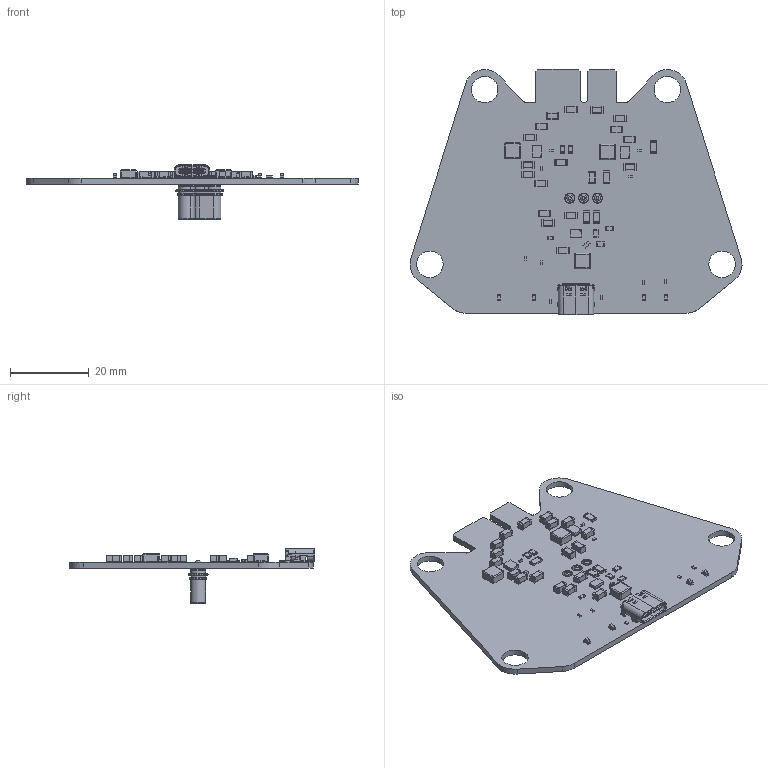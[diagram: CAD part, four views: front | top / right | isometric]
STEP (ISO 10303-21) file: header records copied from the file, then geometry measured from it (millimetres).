
FILE_DESCRIPTION(('KiCad electronic assembly'),'2;1');
FILE_NAME('board.step','2025-11-24T19:40:42',('Pcbnew'),('Kicad'), 'Open CASCADE STEP processor 7.6','KiCad to STEP converter','Unknown' );
FILE_SCHEMA(('AUTOMOTIVE_DESIGN { 1 0 10303 214 1 1 1 1 }'));
Length unit declared in the file: millimetre
Products named in the file (15): board 1; R_0805_2012Metric; C_1206_3216Metric; LED_0603_1608Metric; R_0402_1005Metric; C_0402_1005Metric; kicad_embedded_C214599AF9628996D28546D4F26275A5; kicad_embedded_3B54376AF7DA90E20A2EC618D665281E; USB_C_Receptacle_GCT_USB4105-xx-A_16P_TopMnt_Horizontal; kicad_embedded_7A0B36F9E614B018494B8D6B2E15474C; R_0603_1608Metric; R_1206_3216Metric; kicad_embedded_4DAA62F926B342D0906ABFD360D64116; MR30PB-FB; power_PCB
Assembly tree (54 placements, depth 3):
  board 1
    R_0805_2012Metric  x5
    C_1206_3216Metric  x18
    LED_0603_1608Metric  x4
    R_0402_1005Metric  x8
    C_0402_1005Metric  x4
    kicad_embedded_C214599AF9628996D28546D4F26275A5  x3
    kicad_embedded_3B54376AF7DA90E20A2EC618D665281E
    USB_C_Receptacle_GCT_USB4105-xx-A_16P_TopMnt_Horizontal
    kicad_embedded_7A0B36F9E614B018494B8D6B2E15474C  x2
    R_0603_1608Metric
    R_1206_3216Metric  x4
    kicad_embedded_4DAA62F926B342D0906ABFD360D64116
      MR30PB-FB
    power_PCB
Bounding box: 84.09 x 62.11 x 13.79 mm (x, y, z)
Volume: 6759.2 mm3; surface area: 10983.8 mm2
Topology: 119 solids, 119 shells, 2653 faces, 6762 edges, 4385 vertices
Faces by surface type: plane 1816, cylinder 782, cone 14, torus 14, sphere 12, bspline 12, revolution 3
Full cylindrical faces by diameter (mm): 0.258 x1, 0.5 x2, 0.6 x2, 1.5 x3, 1.9 x3, 2.4 x6, 2.6 x3, 6.7 x4
Entity records: 43416 total; most frequent: CARTESIAN_POINT 9401, DIRECTION 6991, ORIENTED_EDGE 6934, EDGE_CURVE 3467, LINE 2660, VECTOR 2660, VERTEX_POINT 2231, AXIS2_PLACEMENT_3D 2164
